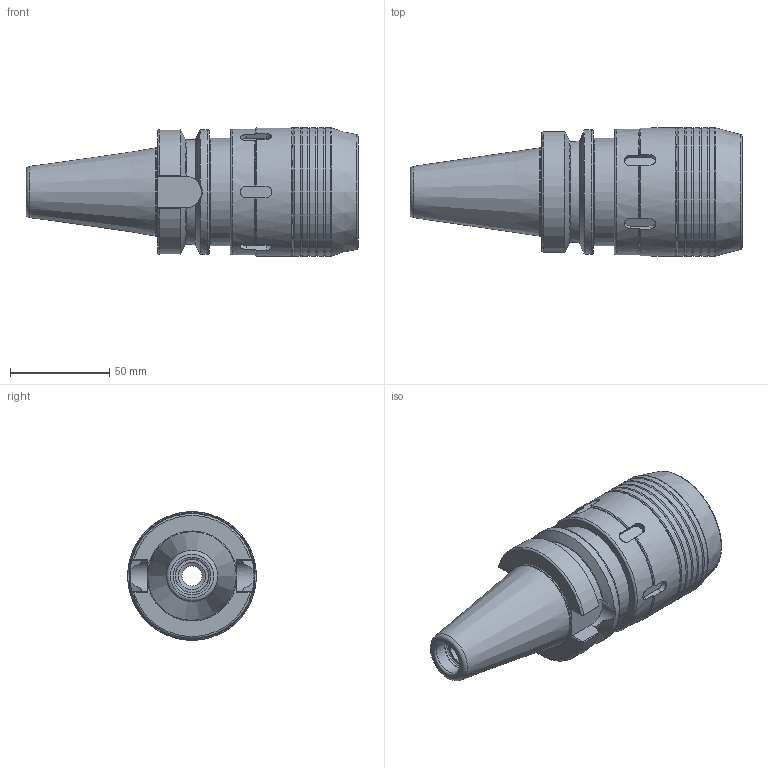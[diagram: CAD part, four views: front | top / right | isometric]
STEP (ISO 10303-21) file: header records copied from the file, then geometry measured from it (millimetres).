
FILE_DESCRIPTION(/* description */ (''),/* implementation_level */ '2;1');
FILE_NAME(/* name */ 'DBT40-BC125-0401.stp',/* time_stamp */ '2019-07-11T10:34:14-05:00',/* author */ ('ldfli'),/* organization */ (''),/* preprocessor_version */ 'ST-DEVELOPER v18',/* originating_system */ 'Autodesk Inventor LT',/* authorisation */ '');
FILE_SCHEMA (('AUTOMOTIVE_DESIGN { 1 0 10303 214 3 1 1 }'));
Length unit declared in the file: millimetre
Products named in the file (1): DBT40-BC125-0401
Bounding box: 167.4 x 64.8 x 64.8 mm (x, y, z)
Volume: 289762.4 mm3; surface area: 72708 mm2
Topology: 4 solids, 4 shells, 197 faces, 599 edges, 418 vertices
Faces by surface type: plane 60, cylinder 49, torus 42, cone 31, bspline 15
Full cylindrical faces by diameter (mm): 10.106 x1, 13.835 x1, 17 x1, 17.5 x1, 31.75 x1, 32.5 x1, 44.45 x1, 52.5 x1, 52.88 x1, 54 x1, 54.2 x1, 56.06 x2, 56.21 x2, 59 x1, 63 x2, 63.5 x1, 64.8 x6
Entity records: 8117 total; most frequent: CARTESIAN_POINT 2617, ORIENTED_EDGE 1198, DIRECTION 1170, EDGE_CURVE 599, AXIS2_PLACEMENT_3D 503, VERTEX_POINT 418, CIRCLE 320, EDGE_LOOP 213
